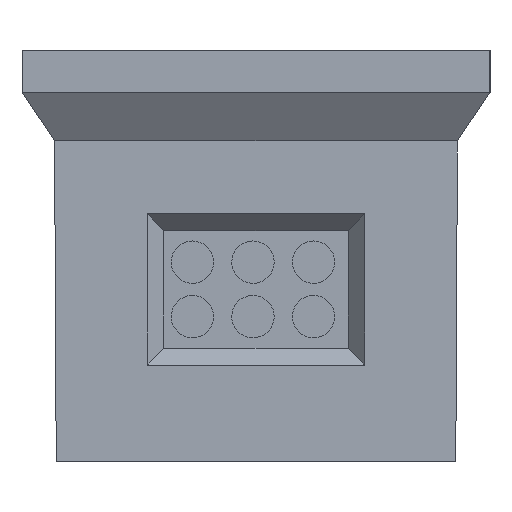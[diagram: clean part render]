
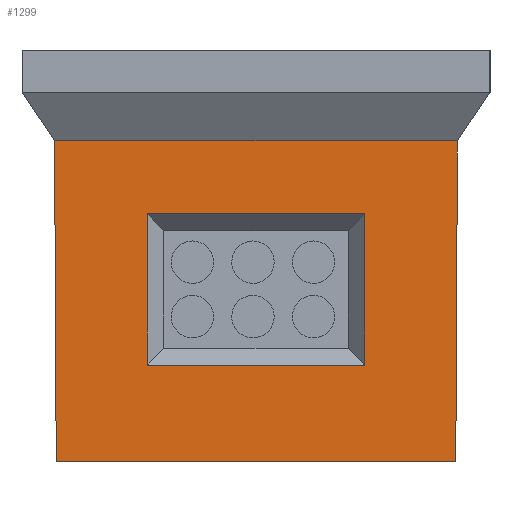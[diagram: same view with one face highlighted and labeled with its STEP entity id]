
A CAD part, left-side view. The second image highlights one B-rep face of the part: STEP entity #1299.
In plain terms, the highlighted free-form (B-spline) face has degree [1, 1] with [2, 2] control points.
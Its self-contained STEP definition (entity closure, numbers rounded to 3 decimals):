
#598 = VERTEX_POINT('',#599);
#599 = CARTESIAN_POINT('',(-932.977,408.361,
    -98.193));
#614 = VERTEX_POINT('',#615);
#615 = CARTESIAN_POINT('',(-932.838,405.048,
    -748.725));
#620 = EDGE_CURVE('',#598,#614,#621,.T.);
#621 = B_SPLINE_CURVE_WITH_KNOTS('',1,(#622,#623),.UNSPECIFIED.,.F.,.F.,
  (2,2),(-529.995,0.011),.PIECEWISE_BEZIER_KNOTS.);
#622 = CARTESIAN_POINT('',(-932.977,408.361,
    -98.193));
#623 = CARTESIAN_POINT('',(-932.838,405.048,
    -748.725));
#820 = VERTEX_POINT('',#821);
#821 = CARTESIAN_POINT('',(-932.977,-408.361,
    -98.193));
#871 = EDGE_CURVE('',#820,#872,#874,.T.);
#872 = VERTEX_POINT('',#873);
#873 = CARTESIAN_POINT('',(-932.838,-405.048,-748.725
    ));
#874 = B_SPLINE_CURVE_WITH_KNOTS('',1,(#875,#876),.UNSPECIFIED.,.F.,.F.,
  (2,2),(-529.995,0.011),.PIECEWISE_BEZIER_KNOTS.);
#875 = CARTESIAN_POINT('',(-932.977,-408.361,
    -98.193));
#876 = CARTESIAN_POINT('',(-932.838,-405.048,-748.725
    ));
#1189 = EDGE_CURVE('',#614,#872,#1190,.T.);
#1190 = B_SPLINE_CURVE_WITH_KNOTS('',1,(#1191,#1192),.UNSPECIFIED.,.F.,
  .F.,(2,2),(0.,660.),.PIECEWISE_BEZIER_KNOTS.);
#1191 = CARTESIAN_POINT('',(-932.838,405.048,
    -748.725));
#1192 = CARTESIAN_POINT('',(-932.838,-405.048,
    -748.725));
#1299 = ADVANCED_FACE('',(#1300,#1330),#1340,.F.);
#1300 = FACE_BOUND('',#1301,.T.);
#1301 = EDGE_LOOP('',(#1302,#1311,#1318,#1325));
#1302 = ORIENTED_EDGE('',*,*,#1303,.F.);
#1303 = EDGE_CURVE('',#1304,#1306,#1308,.T.);
#1304 = VERTEX_POINT('',#1305);
#1305 = CARTESIAN_POINT('',(-932.946,220.935,
    -245.684));
#1306 = VERTEX_POINT('',#1307);
#1307 = CARTESIAN_POINT('',(-932.88,220.935,
    -552.538));
#1308 = B_SPLINE_CURVE_WITH_KNOTS('',1,(#1309,#1310),.UNSPECIFIED.,.F.,
  .F.,(2,2),(-250.,0.),.PIECEWISE_BEZIER_KNOTS.);
#1309 = CARTESIAN_POINT('',(-932.946,220.935,
    -245.684));
#1310 = CARTESIAN_POINT('',(-932.88,220.935,
    -552.538));
#1311 = ORIENTED_EDGE('',*,*,#1312,.F.);
#1312 = EDGE_CURVE('',#1313,#1304,#1315,.T.);
#1313 = VERTEX_POINT('',#1314);
#1314 = CARTESIAN_POINT('',(-932.946,-220.935,
    -245.684));
#1315 = B_SPLINE_CURVE_WITH_KNOTS('',1,(#1316,#1317),.UNSPECIFIED.,.F.,
  .F.,(2,2),(0.,360.),.PIECEWISE_BEZIER_KNOTS.);
#1316 = CARTESIAN_POINT('',(-932.946,-220.935,
    -245.684));
#1317 = CARTESIAN_POINT('',(-932.946,220.935,
    -245.684));
#1318 = ORIENTED_EDGE('',*,*,#1319,.F.);
#1319 = EDGE_CURVE('',#1320,#1313,#1322,.T.);
#1320 = VERTEX_POINT('',#1321);
#1321 = CARTESIAN_POINT('',(-932.88,-220.935,
    -552.538));
#1322 = B_SPLINE_CURVE_WITH_KNOTS('',1,(#1323,#1324),.UNSPECIFIED.,.F.,
  .F.,(2,2),(0.,250.),.PIECEWISE_BEZIER_KNOTS.);
#1323 = CARTESIAN_POINT('',(-932.88,-220.935,
    -552.538));
#1324 = CARTESIAN_POINT('',(-932.946,-220.935,
    -245.684));
#1325 = ORIENTED_EDGE('',*,*,#1326,.F.);
#1326 = EDGE_CURVE('',#1306,#1320,#1327,.T.);
#1327 = B_SPLINE_CURVE_WITH_KNOTS('',1,(#1328,#1329),.UNSPECIFIED.,.F.,
  .F.,(2,2),(-360.,-0.),.PIECEWISE_BEZIER_KNOTS.);
#1328 = CARTESIAN_POINT('',(-932.88,220.935,
    -552.538));
#1329 = CARTESIAN_POINT('',(-932.88,-220.935,
    -552.538));
#1330 = FACE_BOUND('',#1331,.T.);
#1331 = EDGE_LOOP('',(#1332,#1337,#1338,#1339));
#1332 = ORIENTED_EDGE('',*,*,#1333,.T.);
#1333 = EDGE_CURVE('',#820,#598,#1334,.T.);
#1334 = B_SPLINE_CURVE_WITH_KNOTS('',1,(#1335,#1336),.UNSPECIFIED.,.F.,
  .F.,(2,2),(53.801,719.199),.PIECEWISE_BEZIER_KNOTS.);
#1335 = CARTESIAN_POINT('',(-932.977,-408.361,
    -98.193));
#1336 = CARTESIAN_POINT('',(-932.977,408.361,
    -98.193));
#1337 = ORIENTED_EDGE('',*,*,#620,.T.);
#1338 = ORIENTED_EDGE('',*,*,#1189,.T.);
#1339 = ORIENTED_EDGE('',*,*,#871,.F.);
#1340 = B_SPLINE_SURFACE_WITH_KNOTS('',1,1,(
    (#1341,#1342)
    ,(#1343,#1344
    )),.UNSPECIFIED.,.F.,.F.,.F.,(2,2),(2,2),(-530.,
    0.),(53.801,719.199),
  .PIECEWISE_BEZIER_KNOTS.);
#1341 = CARTESIAN_POINT('',(-932.977,-408.361,
    -98.193));
#1342 = CARTESIAN_POINT('',(-932.977,408.361,
    -98.193));
#1343 = CARTESIAN_POINT('',(-932.838,-408.361,
    -748.725));
#1344 = CARTESIAN_POINT('',(-932.838,408.361,
    -748.725));
